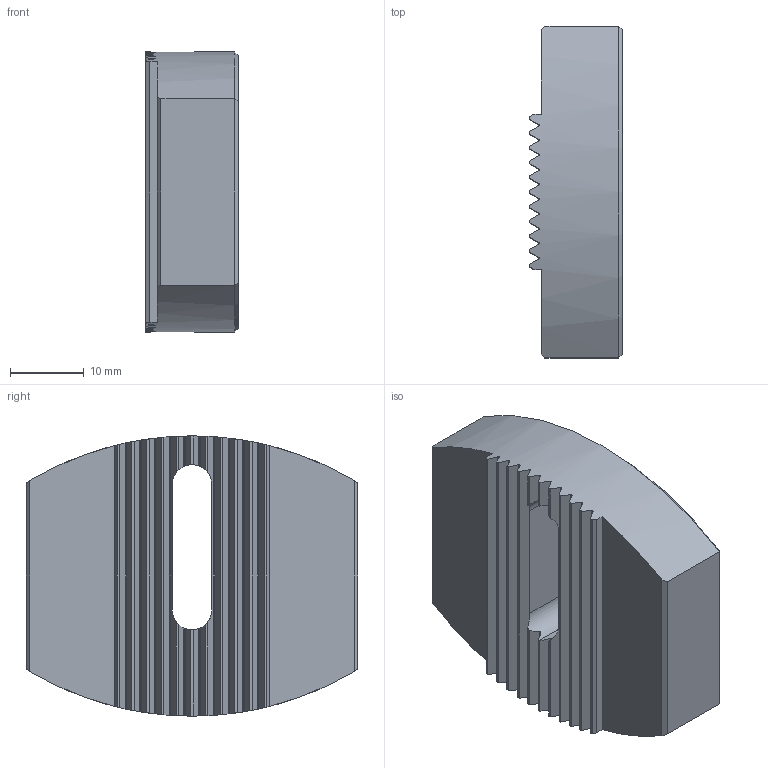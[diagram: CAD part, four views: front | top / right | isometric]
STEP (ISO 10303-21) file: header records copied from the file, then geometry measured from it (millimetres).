
FILE_DESCRIPTION (( 'STEP AP203' ), '1' );
FILE_NAME ('B12.038.045.012.STEP', '2018-02-21T12:23:48', ( 'SWIAdmin' ), ( 'Hewlett-Packard Company' ), 'SwSTEP 2.0', 'SolidWorks 2017', '' );
FILE_SCHEMA (( 'CONFIG_CONTROL_DESIGN' ));
Length unit declared in the file: millimetre
Products named in the file (1): B12.038.045.012
Bounding box: 12.58 x 45 x 38 mm (x, y, z)
Volume: 15082.8 mm3; surface area: 5671.5 mm2
Topology: 1 solids, 1 shells, 90 faces, 260 edges, 172 vertices
Faces by surface type: plane 56, cylinder 32, cone 2
Entity records: 3461 total; most frequent: CARTESIAN_POINT 1249, ORIENTED_EDGE 520, DIRECTION 376, EDGE_CURVE 260, VERTEX_POINT 172, AXIS2_PLACEMENT_3D 137, LINE 102, VECTOR 102
